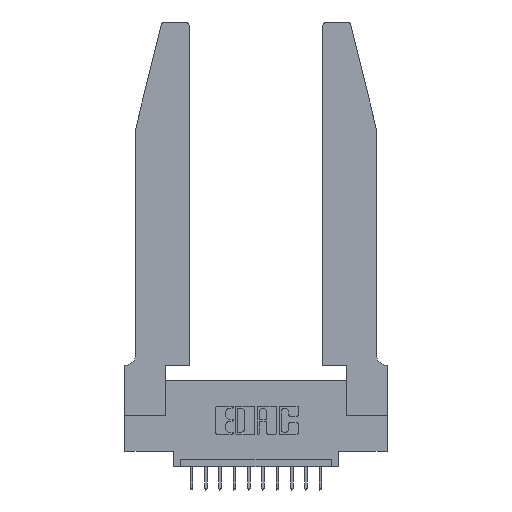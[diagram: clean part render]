
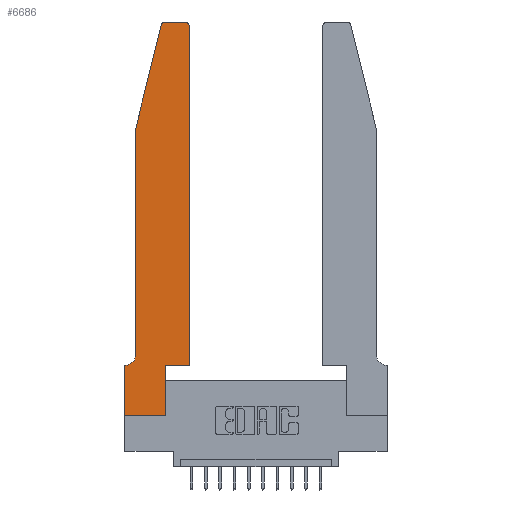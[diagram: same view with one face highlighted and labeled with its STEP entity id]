
A CAD part, top view. The second image highlights one B-rep face of the part: STEP entity #6686.
In plain terms, the highlighted planar face has unit normal (0, 0, 1).
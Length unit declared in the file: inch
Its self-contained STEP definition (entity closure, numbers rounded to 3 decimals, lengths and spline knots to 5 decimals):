
#282 = CARTESIAN_POINT ( 'NONE',  ( 0., 0.35, 0.37 ) ) ;
#515 = LINE ( 'NONE', #11038, #6228 ) ;
#687 = LINE ( 'NONE', #8526, #8627 ) ;
#708 = VERTEX_POINT ( 'NONE', #15275 ) ;
#780 = CARTESIAN_POINT ( 'NONE',  ( 0.284, 2.75, 0.37 ) ) ;
#1271 = ORIENTED_EDGE ( 'NONE', *, *, #13652, .T. ) ;
#1328 = DIRECTION ( 'NONE',  ( 0., 0., 1. ) ) ;
#1329 = DIRECTION ( 'NONE',  ( 0., 1., 0. ) ) ;
#1378 = VECTOR ( 'NONE', #15718, 39.37008 ) ;
#1459 = FACE_OUTER_BOUND ( 'NONE', #11060, .T. ) ;
#1529 = DIRECTION ( 'NONE',  ( -1., 0., 0. ) ) ;
#1599 = DIRECTION ( 'NONE',  ( 0., 0., 1. ) ) ;
#1654 = ORIENTED_EDGE ( 'NONE', *, *, #8027, .T. ) ;
#1693 = DIRECTION ( 'NONE',  ( 0., 1., 0. ) ) ;
#1737 = AXIS2_PLACEMENT_3D ( 'NONE', #282, #1599, #5521 ) ;
#2082 = VERTEX_POINT ( 'NONE', #11750 ) ;
#2549 = VERTEX_POINT ( 'NONE', #13611 ) ;
#2633 = EDGE_CURVE ( 'NONE', #8131, #708, #515, .T. ) ;
#3093 = CARTESIAN_POINT ( 'NONE',  ( 0.4505, 0.35, 0.37 ) ) ;
#3835 = ORIENTED_EDGE ( 'NONE', *, *, #8522, .T. ) ;
#3927 = DIRECTION ( 'NONE',  ( 1., 0., 0. ) ) ;
#4611 = DIRECTION ( 'NONE',  ( -1., 0., 0. ) ) ;
#4819 = VERTEX_POINT ( 'NONE', #14485 ) ;
#5170 = CARTESIAN_POINT ( 'NONE',  ( 0.0755, 2., 0.37 ) ) ;
#5178 = ORIENTED_EDGE ( 'NONE', *, *, #15768, .T. ) ;
#5521 = DIRECTION ( 'NONE',  ( 1., 0., 0. ) ) ;
#5544 = CARTESIAN_POINT ( 'NONE',  ( 0., 0.35, 0.37 ) ) ;
#5592 = CARTESIAN_POINT ( 'NONE',  ( 0., 0., 0.37 ) ) ;
#5605 = CARTESIAN_POINT ( 'NONE',  ( 0.2865, 0.35, 0.37 ) ) ;
#5654 = VECTOR ( 'NONE', #8889, 39.37008 ) ;
#5785 = DIRECTION ( 'NONE',  ( 1., 0., 0. ) ) ;
#6228 = VECTOR ( 'NONE', #8630, 39.37008 ) ;
#6421 = AXIS2_PLACEMENT_3D ( 'NONE', #6855, #14806, #15918 ) ;
#6638 = CARTESIAN_POINT ( 'NONE',  ( 0., 0., 0.37 ) ) ;
#6686 = ADVANCED_FACE ( 'NONE', ( #1459 ), #15823, .T. ) ;
#6855 = CARTESIAN_POINT ( 'NONE',  ( 0.4205, 2.72, 0.37 ) ) ;
#6976 = CARTESIAN_POINT ( 'NONE',  ( 0.25487, 2.72718, 0.37 ) ) ;
#7530 = LINE ( 'NONE', #15615, #15631 ) ;
#7693 = LINE ( 'NONE', #6638, #1378 ) ;
#7853 = VECTOR ( 'NONE', #1693, 39.37008 ) ;
#8005 = DIRECTION ( 'NONE',  ( 0., 0., -1. ) ) ;
#8027 = EDGE_CURVE ( 'NONE', #2082, #14066, #8967, .T. ) ;
#8131 = VERTEX_POINT ( 'NONE', #5592 ) ;
#8522 = EDGE_CURVE ( 'NONE', #9068, #13705, #7530, .T. ) ;
#8526 = CARTESIAN_POINT ( 'NONE',  ( 0.0755, 0.35, 0.37 ) ) ;
#8584 = ORIENTED_EDGE ( 'NONE', *, *, #2633, .T. ) ;
#8627 = VECTOR ( 'NONE', #4611, 39.37008 ) ;
#8630 = DIRECTION ( 'NONE',  ( 1., 0., 0. ) ) ;
#8889 = DIRECTION ( 'NONE',  ( 0., -1., 0. ) ) ;
#8967 = CIRCLE ( 'NONE', #13174, 0.07 ) ;
#9068 = VERTEX_POINT ( 'NONE', #13222 ) ;
#9274 = EDGE_CURVE ( 'NONE', #11827, #9068, #10144, .T. ) ;
#9396 = CARTESIAN_POINT ( 'NONE',  ( 0.4505, 2.72, 0.37 ) ) ;
#10144 = LINE ( 'NONE', #3093, #12131 ) ;
#10791 = VERTEX_POINT ( 'NONE', #780 ) ;
#11038 = CARTESIAN_POINT ( 'NONE',  ( 0., 0., 0.37 ) ) ;
#11060 = EDGE_LOOP ( 'NONE', ( #13249, #15774, #1271, #13037, #1654, #13509, #13580, #8584, #5178, #12704, #3835, #11721 ) ) ;
#11097 = AXIS2_PLACEMENT_3D ( 'NONE', #13120, #1328, #3927 ) ;
#11157 = EDGE_CURVE ( 'NONE', #14066, #12170, #687, .T. ) ;
#11721 = ORIENTED_EDGE ( 'NONE', *, *, #14342, .T. ) ;
#11750 = CARTESIAN_POINT ( 'NONE',  ( 0.0755, 0.42, 0.37 ) ) ;
#11827 = VERTEX_POINT ( 'NONE', #13606 ) ;
#12067 = CARTESIAN_POINT ( 'NONE',  ( 0.2605, 2.75, 0.37 ) ) ;
#12131 = VECTOR ( 'NONE', #5785, 39.37008 ) ;
#12170 = VERTEX_POINT ( 'NONE', #5544 ) ;
#12361 = VECTOR ( 'NONE', #14387, 39.37008 ) ;
#12546 = LINE ( 'NONE', #12067, #15972 ) ;
#12704 = ORIENTED_EDGE ( 'NONE', *, *, #9274, .T. ) ;
#12966 = CIRCLE ( 'NONE', #6421, 0.03 ) ;
#13037 = ORIENTED_EDGE ( 'NONE', *, *, #14119, .T. ) ;
#13120 = CARTESIAN_POINT ( 'NONE',  ( 0.284, 2.72, 0.37 ) ) ;
#13162 = CARTESIAN_POINT ( 'NONE',  ( 0.0055, 0.42, 0.37 ) ) ;
#13174 = AXIS2_PLACEMENT_3D ( 'NONE', #13162, #8005, #1529 ) ;
#13192 = LINE ( 'NONE', #5170, #12361 ) ;
#13222 = CARTESIAN_POINT ( 'NONE',  ( 0.4505, 0.35, 0.37 ) ) ;
#13249 = ORIENTED_EDGE ( 'NONE', *, *, #14381, .T. ) ;
#13442 = DIRECTION ( 'NONE',  ( -1., 0., 0. ) ) ;
#13509 = ORIENTED_EDGE ( 'NONE', *, *, #11157, .T. ) ;
#13511 = LINE ( 'NONE', #5605, #7853 ) ;
#13580 = ORIENTED_EDGE ( 'NONE', *, *, #15048, .T. ) ;
#13606 = CARTESIAN_POINT ( 'NONE',  ( 0.2865, 0.35, 0.37 ) ) ;
#13611 = CARTESIAN_POINT ( 'NONE',  ( 0.0755, 2., 0.37 ) ) ;
#13652 = EDGE_CURVE ( 'NONE', #16508, #2549, #13192, .T. ) ;
#13705 = VERTEX_POINT ( 'NONE', #9396 ) ;
#13993 = LINE ( 'NONE', #16626, #5654 ) ;
#14066 = VERTEX_POINT ( 'NONE', #14155 ) ;
#14119 = EDGE_CURVE ( 'NONE', #2549, #2082, #13993, .T. ) ;
#14155 = CARTESIAN_POINT ( 'NONE',  ( 0.0055, 0.35, 0.37 ) ) ;
#14342 = EDGE_CURVE ( 'NONE', #13705, #4819, #12966, .T. ) ;
#14381 = EDGE_CURVE ( 'NONE', #4819, #10791, #12546, .T. ) ;
#14387 = DIRECTION ( 'NONE',  ( -0.239, -0.971, 0. ) ) ;
#14485 = CARTESIAN_POINT ( 'NONE',  ( 0.4205, 2.75, 0.37 ) ) ;
#14806 = DIRECTION ( 'NONE',  ( 0., 0., 1. ) ) ;
#15048 = EDGE_CURVE ( 'NONE', #12170, #8131, #7693, .T. ) ;
#15137 = CIRCLE ( 'NONE', #11097, 0.03 ) ;
#15275 = CARTESIAN_POINT ( 'NONE',  ( 0.2865, 0., 0.37 ) ) ;
#15615 = CARTESIAN_POINT ( 'NONE',  ( 0.4505, 0.35, 0.37 ) ) ;
#15631 = VECTOR ( 'NONE', #1329, 39.37008 ) ;
#15718 = DIRECTION ( 'NONE',  ( 0., -1., 0. ) ) ;
#15768 = EDGE_CURVE ( 'NONE', #708, #11827, #13511, .T. ) ;
#15774 = ORIENTED_EDGE ( 'NONE', *, *, #16352, .T. ) ;
#15823 = PLANE ( 'NONE',  #1737 ) ;
#15918 = DIRECTION ( 'NONE',  ( 1., 0., 0. ) ) ;
#15972 = VECTOR ( 'NONE', #13442, 39.37008 ) ;
#16352 = EDGE_CURVE ( 'NONE', #10791, #16508, #15137, .T. ) ;
#16508 = VERTEX_POINT ( 'NONE', #6976 ) ;
#16626 = CARTESIAN_POINT ( 'NONE',  ( 0.0755, 2., 0.37 ) ) ;
